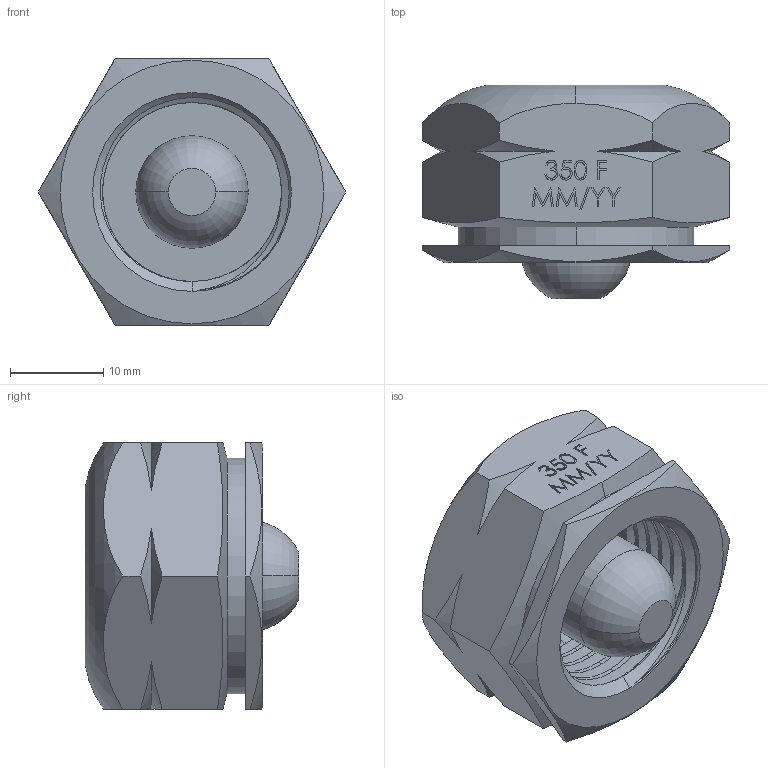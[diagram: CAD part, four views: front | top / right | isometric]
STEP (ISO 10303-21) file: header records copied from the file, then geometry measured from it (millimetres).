
FILE_DESCRIPTION (( 'STEP AP203' ), '1' );
FILE_NAME ('CAP-GT350SS.STEP', '2025-08-20T18:05:32', ( '' ), ( '' ), 'SwSTEP 2.0', 'SolidWorks 2018', '' );
FILE_SCHEMA (( 'CONFIG_CONTROL_DESIGN' ));
Length unit declared in the file: inch
Products named in the file (5): CAP-GT350SS; ASY-002231; PRT-000832; PRT-001141; PRT-001151_CAP-350-BR PLATED
Assembly tree (4 placements, depth 3):
  CAP-GT350SS
    ASY-002231
      PRT-001151_CAP-350-BR PLATED
      PRT-000832
      PRT-001141
Bounding box: 33 x 22.95 x 28.57 mm (x, y, z)
Volume: 10023.6 mm3; surface area: 5734.8 mm2
Topology: 3 solids, 3 shells, 198 faces, 597 edges, 419 vertices
Faces by surface type: plane 100, bspline 35, cone 32, cylinder 27, torus 4
Entity records: 11725 total; most frequent: CARTESIAN_POINT 6256, ORIENTED_EDGE 1190, DIRECTION 779, EDGE_CURVE 595, VERTEX_POINT 419, VECTOR 305, LINE 305, AXIS2_PLACEMENT_3D 237
